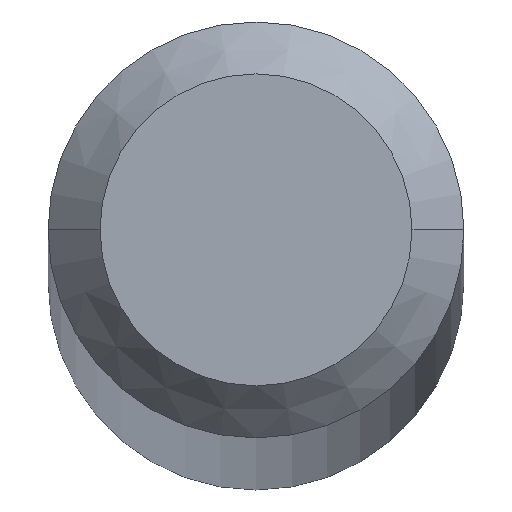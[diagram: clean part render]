
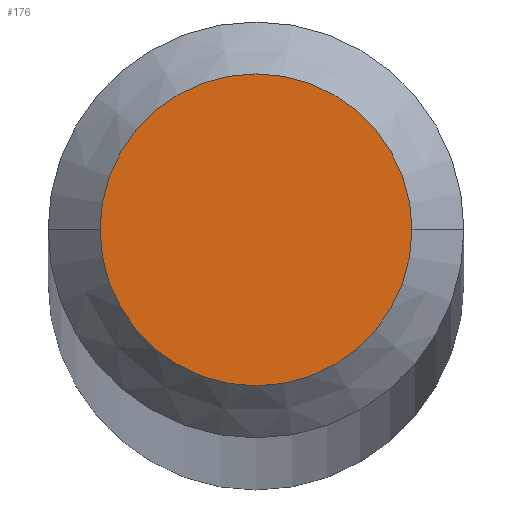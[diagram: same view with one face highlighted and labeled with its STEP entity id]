
A CAD part, top view. The second image highlights one B-rep face of the part: STEP entity #176.
In plain terms, the highlighted planar face has unit normal (0, 0, 1).
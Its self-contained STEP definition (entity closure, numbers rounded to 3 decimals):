
#1 = DIRECTION ( 'NONE',  ( 0., 0., 1. ) ) ;
#20 = VERTEX_POINT ( 'NONE', #184 ) ;
#23 = CIRCLE ( 'NONE', #191, 1.5 ) ;
#29 = ORIENTED_EDGE ( 'NONE', *, *, #205, .T. ) ;
#30 = FACE_OUTER_BOUND ( 'NONE', #229, .T. ) ;
#36 = CARTESIAN_POINT ( 'NONE',  ( 0., 0., 288. ) ) ;
#53 = CARTESIAN_POINT ( 'NONE',  ( 0., 0., 288. ) ) ;
#74 = CARTESIAN_POINT ( 'NONE',  ( 1.5, 0., 288. ) ) ;
#94 = DIRECTION ( 'NONE',  ( 1., 0., 0. ) ) ;
#112 = CIRCLE ( 'NONE', #145, 1.5 ) ;
#119 = VERTEX_POINT ( 'NONE', #74 ) ;
#126 = EDGE_CURVE ( 'NONE', #20, #119, #23, .T. ) ;
#135 = PLANE ( 'NONE',  #166 ) ;
#145 = AXIS2_PLACEMENT_3D ( 'NONE', #154, #155, #180 ) ;
#154 = CARTESIAN_POINT ( 'NONE',  ( 0., 0., 288. ) ) ;
#155 = DIRECTION ( 'NONE',  ( 0., 0., 1. ) ) ;
#166 = AXIS2_PLACEMENT_3D ( 'NONE', #36, #1, #94 ) ;
#176 = ADVANCED_FACE ( 'NONE', ( #30 ), #135, .T. ) ;
#180 = DIRECTION ( 'NONE',  ( 1., 0., 0. ) ) ;
#184 = CARTESIAN_POINT ( 'NONE',  ( -1.5, 0., 288. ) ) ;
#191 = AXIS2_PLACEMENT_3D ( 'NONE', #53, #200, #201 ) ;
#200 = DIRECTION ( 'NONE',  ( 0., 0., 1. ) ) ;
#201 = DIRECTION ( 'NONE',  ( 1., 0., 0. ) ) ;
#205 = EDGE_CURVE ( 'NONE', #119, #20, #112, .T. ) ;
#217 = ORIENTED_EDGE ( 'NONE', *, *, #126, .T. ) ;
#229 = EDGE_LOOP ( 'NONE', ( #217, #29 ) ) ;
